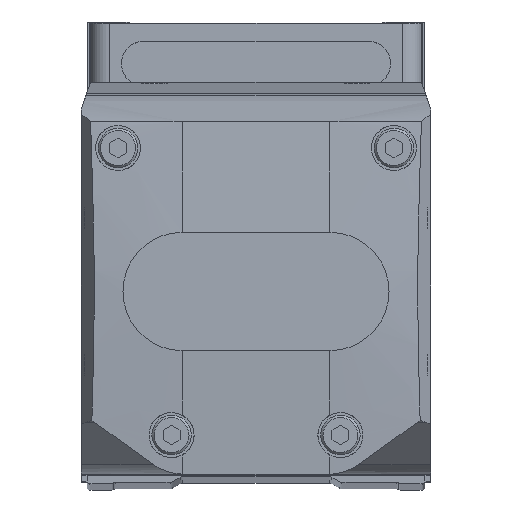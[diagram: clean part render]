
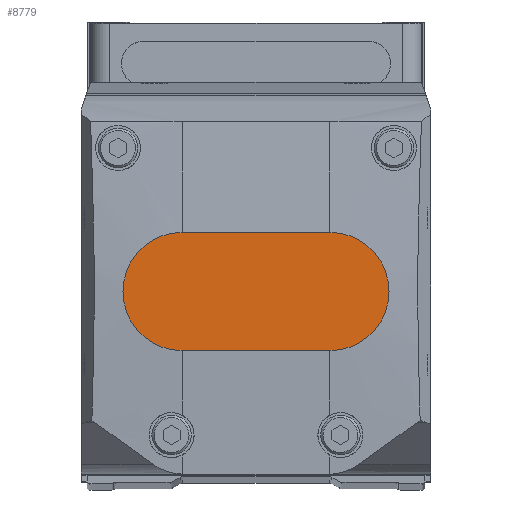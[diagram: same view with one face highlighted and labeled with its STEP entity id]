
A CAD part, top view. The second image highlights one B-rep face of the part: STEP entity #8779.
In plain terms, the highlighted planar face has unit normal (0, 0, 1).
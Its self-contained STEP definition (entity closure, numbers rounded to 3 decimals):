
#501=CIRCLE('',#10337,10.5);
#502=CIRCLE('',#10339,10.5);
#1233=ORIENTED_EDGE('',*,*,#3390,.F.);
#1234=ORIENTED_EDGE('',*,*,#3550,.F.);
#1235=ORIENTED_EDGE('',*,*,#3407,.F.);
#1236=ORIENTED_EDGE('',*,*,#3545,.T.);
#3390=EDGE_CURVE('',#4582,#4583,#501,.T.);
#3407=EDGE_CURVE('',#4599,#4591,#502,.T.);
#3545=EDGE_CURVE('',#4599,#4583,#5448,.T.);
#3550=EDGE_CURVE('',#4591,#4582,#5449,.T.);
#4582=VERTEX_POINT('',#14428);
#4583=VERTEX_POINT('',#14430);
#4591=VERTEX_POINT('',#14476);
#4599=VERTEX_POINT('',#14520);
#5448=LINE('',#14794,#6232);
#5449=LINE('',#14800,#6233);
#6232=VECTOR('',#11760,1000.);
#6233=VECTOR('',#11771,1000.);
#6897=EDGE_LOOP('',(#1233,#1234,#1235,#1236));
#7685=FACE_BOUND('',#6897,.T.);
#8452=PLANE('',#10435);
#8779=ADVANCED_FACE('',(#7685),#8452,.F.);
#10337=AXIS2_PLACEMENT_3D('',#14429,#11498,#11499);
#10339=AXIS2_PLACEMENT_3D('',#14521,#11506,#11507);
#10435=AXIS2_PLACEMENT_3D('',#14801,#11772,#11773);
#11498=DIRECTION('',(0.,0.,-1.));
#11499=DIRECTION('',(-1.,0.,0.));
#11506=DIRECTION('',(0.,0.,-1.));
#11507=DIRECTION('',(-1.,0.,0.));
#11760=DIRECTION('',(-1.,0.,0.));
#11771=DIRECTION('',(-1.,0.,0.));
#11772=DIRECTION('',(0.,0.,-1.));
#11773=DIRECTION('',(-1.,0.,0.));
#14428=CARTESIAN_POINT('',(-13.138,23.5,68.));
#14429=CARTESIAN_POINT('',(-13.138,34.,68.));
#14430=CARTESIAN_POINT('',(-13.138,44.5,68.));
#14476=CARTESIAN_POINT('',(13.138,23.5,68.));
#14520=CARTESIAN_POINT('',(13.138,44.5,68.));
#14521=CARTESIAN_POINT('',(13.138,34.,68.));
#14794=CARTESIAN_POINT('',(31.,44.5,68.));
#14800=CARTESIAN_POINT('',(31.,23.5,68.));
#14801=CARTESIAN_POINT('',(31.,63.748,68.));
